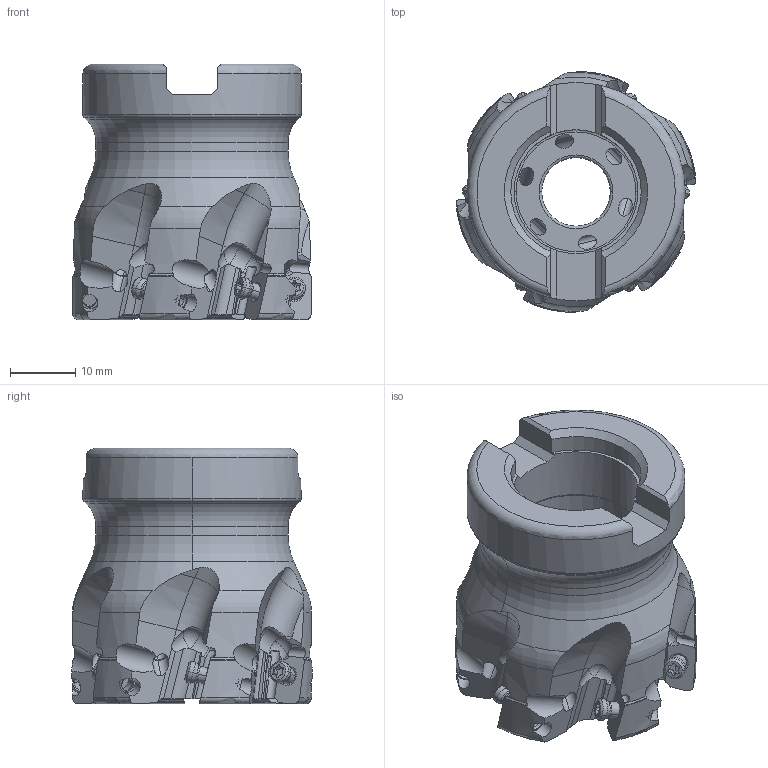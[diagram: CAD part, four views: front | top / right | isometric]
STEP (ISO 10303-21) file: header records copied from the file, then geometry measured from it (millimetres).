
FILE_DESCRIPTION(/* description */ (''),/* implementation_level */ '2;1');
FILE_NAME(/* name */ 'APX3000R1506A.stp',/* time_stamp */ '2021-09-08T11:48:14+09:00',/* author */ (''),/* organization */ (''),/* preprocessor_version */ 'ST-DEVELOPER v16',/* originating_system */ 'SIEMENS PLM Software NX 10.0',/* authorisation */ '');
FILE_SCHEMA (('AUTOMOTIVE_DESIGN { 1 0 10303 214 3 1 1 1 }'));
Length unit declared in the file: millimetre
Products named in the file (1): APX3000R1506A_ASM
Bounding box: 36.69 x 37.01 x 39.35 mm (x, y, z)
Volume: 21400.1 mm3; surface area: 9754.8 mm2
Topology: 7 solids, 7 shells, 601 faces, 1732 edges, 1143 vertices
Faces by surface type: cylinder 266, plane 165, cone 78, torus 62, sphere 30
Entity records: 24188 total; most frequent: CARTESIAN_POINT 8564, ORIENTED_EDGE 3416, DIRECTION 3119, EDGE_CURVE 1708, AXIS2_PLACEMENT_3D 1313, VERTEX_POINT 1134, EDGE_LOOP 640, ADVANCED_FACE 601
